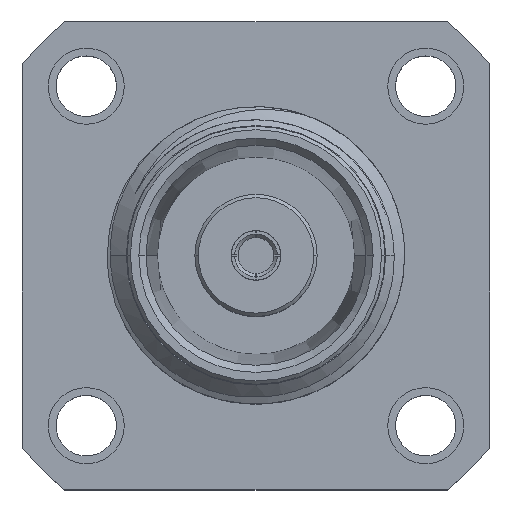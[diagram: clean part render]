
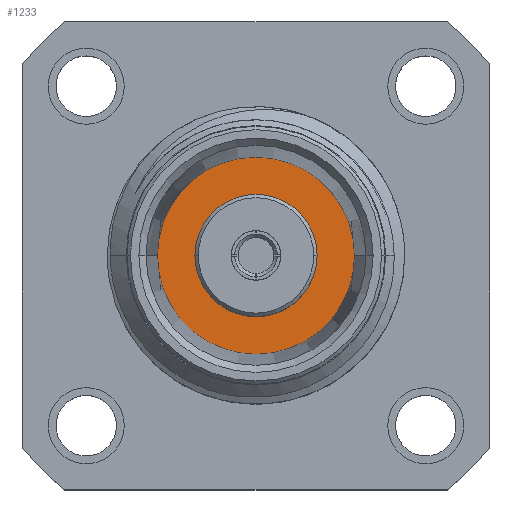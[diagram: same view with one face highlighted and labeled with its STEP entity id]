
A CAD part, top view. The second image highlights one B-rep face of the part: STEP entity #1233.
In plain terms, the highlighted planar face has unit normal (0, 0, 1).
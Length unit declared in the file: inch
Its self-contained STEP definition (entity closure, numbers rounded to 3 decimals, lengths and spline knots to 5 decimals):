
#213 = VERTEX_POINT ( 'NONE', #8182 ) ;
#242 = ORIENTED_EDGE ( 'NONE', *, *, #5912, .T. ) ;
#245 = DIRECTION ( 'NONE',  ( 1., 0., 0. ) ) ;
#441 = FACE_BOUND ( 'NONE', #6665, .T. ) ;
#828 = CARTESIAN_POINT ( 'NONE',  ( 0., 0., 0.232 ) ) ;
#954 = CARTESIAN_POINT ( 'NONE',  ( 0., 0., 0.232 ) ) ;
#1143 = AXIS2_PLACEMENT_3D ( 'NONE', #7965, #4710, #7323 ) ;
#1153 = EDGE_LOOP ( 'NONE', ( #242, #8410 ) ) ;
#1160 = AXIS2_PLACEMENT_3D ( 'NONE', #2543, #7688, #5807 ) ;
#1233 = ADVANCED_FACE ( 'NONE', ( #441, #3107 ), #2367, .T. ) ;
#2082 = EDGE_CURVE ( 'NONE', #5043, #7650, #4143, .T. ) ;
#2163 = CARTESIAN_POINT ( 'NONE',  ( 0., 0., 0.232 ) ) ;
#2367 = PLANE ( 'NONE',  #1160 ) ;
#2543 = CARTESIAN_POINT ( 'NONE',  ( 0., 0., 0.232 ) ) ;
#2626 = VERTEX_POINT ( 'NONE', #6217 ) ;
#2716 = ORIENTED_EDGE ( 'NONE', *, *, #4489, .F. ) ;
#3072 = AXIS2_PLACEMENT_3D ( 'NONE', #954, #6118, #245 ) ;
#3107 = FACE_OUTER_BOUND ( 'NONE', #1153, .T. ) ;
#3229 = CIRCLE ( 'NONE', #7196, 0.14521 ) ;
#3539 = DIRECTION ( 'NONE',  ( 1., 0., 0. ) ) ;
#3924 = EDGE_CURVE ( 'NONE', #2626, #213, #6490, .T. ) ;
#4143 = CIRCLE ( 'NONE', #4692, 0.14521 ) ;
#4489 = EDGE_CURVE ( 'NONE', #213, #2626, #5264, .T. ) ;
#4692 = AXIS2_PLACEMENT_3D ( 'NONE', #828, #6828, #7432 ) ;
#4710 = DIRECTION ( 'NONE',  ( 0., 0., 1. ) ) ;
#5043 = VERTEX_POINT ( 'NONE', #6177 ) ;
#5073 = CARTESIAN_POINT ( 'NONE',  ( 0.14521, 0., 0.232 ) ) ;
#5264 = CIRCLE ( 'NONE', #3072, 0.09 ) ;
#5498 = DIRECTION ( 'NONE',  ( 0., 0., 1. ) ) ;
#5617 = ORIENTED_EDGE ( 'NONE', *, *, #3924, .F. ) ;
#5807 = DIRECTION ( 'NONE',  ( 1., 0., 0. ) ) ;
#5912 = EDGE_CURVE ( 'NONE', #7650, #5043, #3229, .T. ) ;
#6118 = DIRECTION ( 'NONE',  ( 0., 0., 1. ) ) ;
#6177 = CARTESIAN_POINT ( 'NONE',  ( -0.14521, 0., 0.232 ) ) ;
#6217 = CARTESIAN_POINT ( 'NONE',  ( 0.09, 0., 0.232 ) ) ;
#6490 = CIRCLE ( 'NONE', #1143, 0.09 ) ;
#6665 = EDGE_LOOP ( 'NONE', ( #2716, #5617 ) ) ;
#6828 = DIRECTION ( 'NONE',  ( 0., 0., 1. ) ) ;
#7196 = AXIS2_PLACEMENT_3D ( 'NONE', #2163, #5498, #3539 ) ;
#7323 = DIRECTION ( 'NONE',  ( 1., 0., 0. ) ) ;
#7432 = DIRECTION ( 'NONE',  ( 1., 0., 0. ) ) ;
#7650 = VERTEX_POINT ( 'NONE', #5073 ) ;
#7688 = DIRECTION ( 'NONE',  ( 0., 0., 1. ) ) ;
#7965 = CARTESIAN_POINT ( 'NONE',  ( 0., 0., 0.232 ) ) ;
#8182 = CARTESIAN_POINT ( 'NONE',  ( -0.09, 0., 0.232 ) ) ;
#8410 = ORIENTED_EDGE ( 'NONE', *, *, #2082, .T. ) ;
